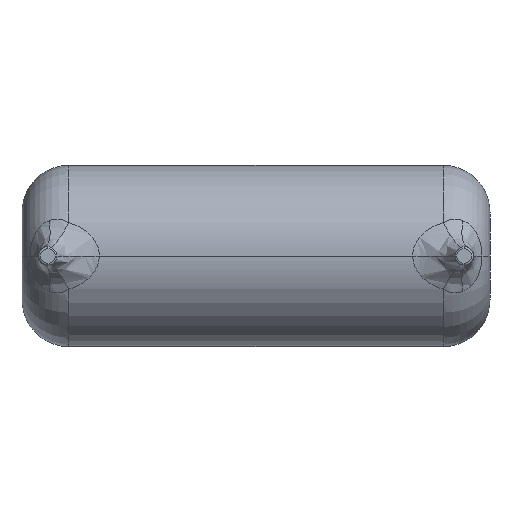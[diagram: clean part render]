
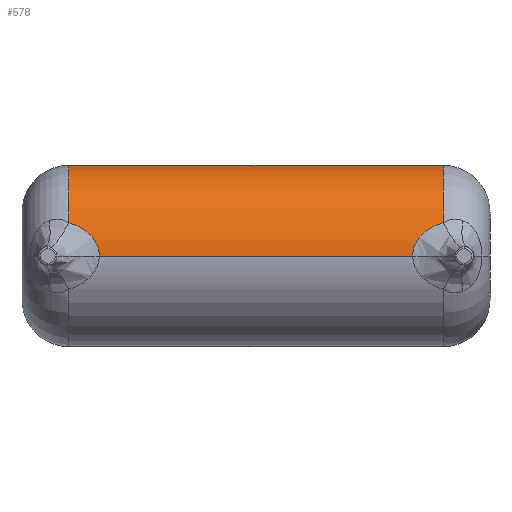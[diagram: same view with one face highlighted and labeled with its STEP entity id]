
A CAD part, front view. The second image highlights one B-rep face of the part: STEP entity #578.
In plain terms, the highlighted cylindrical face has radius 4.9 mm (diameter 9.8 mm), a partial arc.
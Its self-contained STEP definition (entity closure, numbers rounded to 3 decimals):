
#12 = EDGE_CURVE ( 'NONE', #1244, #596, #265, .T. ) ;
#41 = CARTESIAN_POINT ( 'NONE',  ( 8.842, 1.604, 1.018 ) ) ;
#53 = CARTESIAN_POINT ( 'NONE',  ( 9.709, 1.788, 1.659 ) ) ;
#64 = CARTESIAN_POINT ( 'NONE',  ( -8.473, 1.5, 0. ) ) ;
#87 = CARTESIAN_POINT ( 'NONE',  ( 0., 6.4, 0. ) ) ;
#104 = ORIENTED_EDGE ( 'NONE', *, *, #1833, .F. ) ;
#140 = AXIS2_PLACEMENT_3D ( 'NONE', #1133, #1712, #1317 ) ;
#160 = CARTESIAN_POINT ( 'NONE',  ( -8.473, 1.5, 0. ) ) ;
#185 = EDGE_LOOP ( 'NONE', ( #1718, #997, #678, #1180, #1786, #104 ) ) ;
#216 = FACE_OUTER_BOUND ( 'NONE', #185, .T. ) ;
#229 = AXIS2_PLACEMENT_3D ( 'NONE', #1883, #1874, #581 ) ;
#265 = LINE ( 'NONE', #1005, #839 ) ;
#279 = CARTESIAN_POINT ( 'NONE',  ( -9.91, 1.819, 1.741 ) ) ;
#308 = CARTESIAN_POINT ( 'NONE',  ( -8.473, 1.5, 0.223 ) ) ;
#322 = CARTESIAN_POINT ( 'NONE',  ( 9.91, 1.819, 1.741 ) ) ;
#327 = CARTESIAN_POINT ( 'NONE',  ( 8.473, 1.5, 0. ) ) ;
#335 = EDGE_CURVE ( 'NONE', #624, #596, #625, .T. ) ;
#372 = DIRECTION ( 'NONE',  ( 0., -1., 0. ) ) ;
#429 = CARTESIAN_POINT ( 'NONE',  ( -9.15, 1.679, 1.32 ) ) ;
#441 = EDGE_CURVE ( 'NONE', #718, #463, #1799, .T. ) ;
#458 = CARTESIAN_POINT ( 'NONE',  ( 9.328, 1.718, 1.448 ) ) ;
#463 = VERTEX_POINT ( 'NONE', #64 ) ;
#464 = EDGE_CURVE ( 'NONE', #718, #624, #881, .T. ) ;
#497 = DIRECTION ( 'NONE',  ( -1., 0., 0. ) ) ;
#578 = ADVANCED_FACE ( 'NONE', ( #216 ), #805, .T. ) ;
#581 = DIRECTION ( 'NONE',  ( 0., -1., 0. ) ) ;
#596 = VERTEX_POINT ( 'NONE', #727 ) ;
#624 = VERTEX_POINT ( 'NONE', #668 ) ;
#625 = CIRCLE ( 'NONE', #140, 4.9 ) ;
#628 = CARTESIAN_POINT ( 'NONE',  ( 9.15, 1.679, 1.32 ) ) ;
#665 = VECTOR ( 'NONE', #497, 1000. ) ;
#668 = CARTESIAN_POINT ( 'NONE',  ( 10.12, 1.844, 1.805 ) ) ;
#678 = ORIENTED_EDGE ( 'NONE', *, *, #335, .T. ) ;
#718 = VERTEX_POINT ( 'NONE', #327 ) ;
#727 = CARTESIAN_POINT ( 'NONE',  ( 10.12, 6.4, 4.9 ) ) ;
#805 = CYLINDRICAL_SURFACE ( 'NONE', #918, 4.9 ) ;
#839 = VECTOR ( 'NONE', #973, 1000. ) ;
#855 = CARTESIAN_POINT ( 'NONE',  ( -8.842, 1.604, 1.018 ) ) ;
#881 = B_SPLINE_CURVE_WITH_KNOTS ( 'NONE', 3,
 ( #1766, #1660, #1082, #1476, #41, #628, #458, #53, #322, #1483 ),
 .UNSPECIFIED., .F., .F.,
 ( 4, 2, 2, 2, 4 ),
 ( 0., 0.001, 0.001, 0.002, 0.003 ),
 .UNSPECIFIED. ) ;
#899 = CARTESIAN_POINT ( 'NONE',  ( 0., 1.5, 0. ) ) ;
#918 = AXIS2_PLACEMENT_3D ( 'NONE', #87, #1378, #372 ) ;
#973 = DIRECTION ( 'NONE',  ( 1., 0., 0. ) ) ;
#997 = ORIENTED_EDGE ( 'NONE', *, *, #464, .T. ) ;
#1004 = CARTESIAN_POINT ( 'NONE',  ( -9.328, 1.718, 1.448 ) ) ;
#1005 = CARTESIAN_POINT ( 'NONE',  ( 12.65, 6.4, 4.9 ) ) ;
#1028 = CARTESIAN_POINT ( 'NONE',  ( -8.709, 1.568, 0.837 ) ) ;
#1082 = CARTESIAN_POINT ( 'NONE',  ( 8.526, 1.516, 0.443 ) ) ;
#1133 = CARTESIAN_POINT ( 'NONE',  ( 10.12, 6.4, 0. ) ) ;
#1161 = CARTESIAN_POINT ( 'NONE',  ( -10.12, 1.844, 1.805 ) ) ;
#1180 = ORIENTED_EDGE ( 'NONE', *, *, #12, .F. ) ;
#1244 = VERTEX_POINT ( 'NONE', #1267 ) ;
#1267 = CARTESIAN_POINT ( 'NONE',  ( -10.12, 6.4, 4.9 ) ) ;
#1275 = CARTESIAN_POINT ( 'NONE',  ( -10.12, 1.844, 1.805 ) ) ;
#1298 = CIRCLE ( 'NONE', #229, 4.9 ) ;
#1317 = DIRECTION ( 'NONE',  ( 0., -1., 0. ) ) ;
#1341 = VERTEX_POINT ( 'NONE', #1275 ) ;
#1378 = DIRECTION ( 'NONE',  ( -1., 0., 0. ) ) ;
#1440 = CARTESIAN_POINT ( 'NONE',  ( -8.526, 1.516, 0.443 ) ) ;
#1468 = CARTESIAN_POINT ( 'NONE',  ( -9.709, 1.788, 1.659 ) ) ;
#1476 = CARTESIAN_POINT ( 'NONE',  ( 8.709, 1.568, 0.837 ) ) ;
#1483 = CARTESIAN_POINT ( 'NONE',  ( 10.12, 1.844, 1.805 ) ) ;
#1660 = CARTESIAN_POINT ( 'NONE',  ( 8.473, 1.5, 0.223 ) ) ;
#1701 = B_SPLINE_CURVE_WITH_KNOTS ( 'NONE', 3,
 ( #160, #308, #1440, #1028, #855, #429, #1004, #1468, #279, #1161 ),
 .UNSPECIFIED., .F., .F.,
 ( 4, 2, 2, 2, 4 ),
 ( 0., 0.001, 0.001, 0.002, 0.003 ),
 .UNSPECIFIED. ) ;
#1712 = DIRECTION ( 'NONE',  ( -1., 0., 0. ) ) ;
#1718 = ORIENTED_EDGE ( 'NONE', *, *, #441, .F. ) ;
#1766 = CARTESIAN_POINT ( 'NONE',  ( 8.473, 1.5, 0. ) ) ;
#1786 = ORIENTED_EDGE ( 'NONE', *, *, #1854, .F. ) ;
#1799 = LINE ( 'NONE', #899, #665 ) ;
#1833 = EDGE_CURVE ( 'NONE', #463, #1341, #1701, .T. ) ;
#1854 = EDGE_CURVE ( 'NONE', #1341, #1244, #1298, .T. ) ;
#1874 = DIRECTION ( 'NONE',  ( -1., 0., 0. ) ) ;
#1883 = CARTESIAN_POINT ( 'NONE',  ( -10.12, 6.4, 0. ) ) ;
